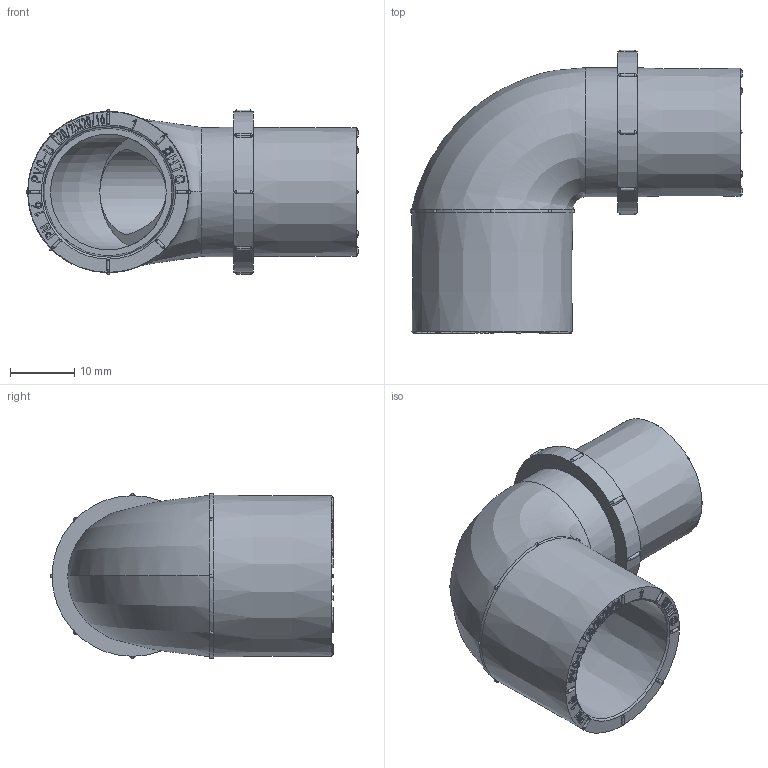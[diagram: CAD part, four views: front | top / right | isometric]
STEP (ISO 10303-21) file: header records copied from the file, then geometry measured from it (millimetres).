
FILE_DESCRIPTION(/* description */ (''),/* implementation_level */ '2;1');
FILE_NAME(/* name */ 'Z6G020016.stp',/* time_stamp */ '2025-04-08T16:18:45+08:00',/* author */ (''),/* organization */ (''),/* preprocessor_version */ 'ST-DEVELOPER v16.7',/* originating_system */ 'SIEMENS PLM Software NX 12.0',/* authorisation */ '');
FILE_SCHEMA (('AUTOMOTIVE_DESIGN { 1 0 10303 214 3 1 1 1 }'));
Length unit declared in the file: millimetre
Products named in the file (1): Admi1798C3ECdjrr
Bounding box: 51.65 x 44.15 x 25.62 mm (x, y, z)
Volume: 11481.7 mm3; surface area: 8623.4 mm2
Topology: 1 solids, 1 shells, 1265 faces, 3539 edges, 2279 vertices
Faces by surface type: plane 1048, cylinder 122, sphere 56, extrusion 13, cone 12, bspline 10, torus 2, revolution 2
Full cylindrical faces by diameter (mm): 0.7 x1, 1 x1, 14 x1, 18 x1, 20.1 x1, 25 x1
Entity records: 49733 total; most frequent: CARTESIAN_POINT 21325, ORIENTED_EDGE 6930, DIRECTION 4279, EDGE_CURVE 3465, VERTEX_POINT 2274, B_SPLINE_CURVE_WITH_KNOTS 1998, AXIS2_PLACEMENT_3D 1541, EDGE_LOOP 1339
